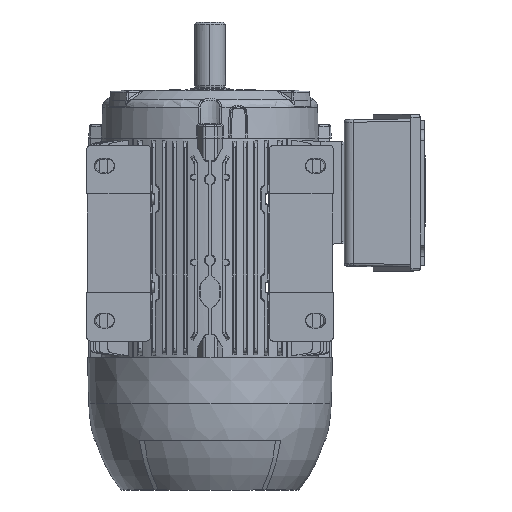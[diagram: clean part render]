
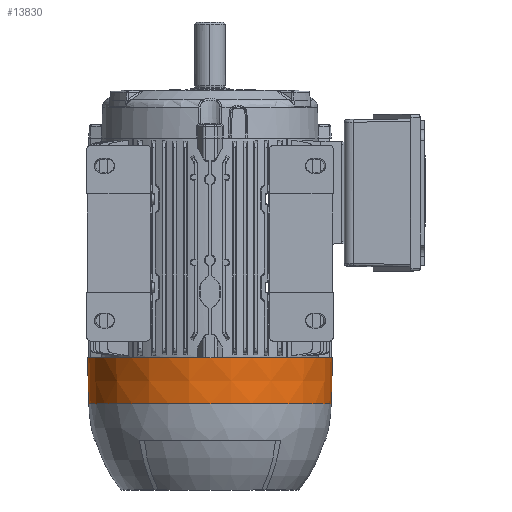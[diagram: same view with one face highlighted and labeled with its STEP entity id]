
A CAD part, front view. The second image highlights one B-rep face of the part: STEP entity #13830.
In plain terms, the highlighted conical face has half-angle 1.5 degrees and reference radius 110.35 mm.
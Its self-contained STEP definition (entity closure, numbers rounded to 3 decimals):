
#3378 = DIRECTION ( 'NONE',  ( -0.026, 0., 1. ) ) ;
#3669 = CIRCLE ( 'NONE', #12146, 109.669 ) ;
#4908 = AXIS2_PLACEMENT_3D ( 'NONE', #40087, #11868, #26413 ) ;
#11868 = DIRECTION ( 'NONE',  ( 0., 0., 1. ) ) ;
#12146 = AXIS2_PLACEMENT_3D ( 'NONE', #36065, #62550, #36933 ) ;
#12390 = CARTESIAN_POINT ( 'NONE',  ( -110.761, 0., -167.5 ) ) ;
#13830 = ADVANCED_FACE ( 'NONE', ( #72310 ), #42929, .T. ) ;
#23078 = AXIS2_PLACEMENT_3D ( 'NONE', #84967, #79233, #65554 ) ;
#26413 = DIRECTION ( 'NONE',  ( 1., 0., 0. ) ) ;
#30283 = LINE ( 'NONE', #84124, #53559 ) ;
#31636 = VERTEX_POINT ( 'NONE', #72582 ) ;
#35310 = ORIENTED_EDGE ( 'NONE', *, *, #71190, .T. ) ;
#35736 = CIRCLE ( 'NONE', #23078, 110.761 ) ;
#36065 = CARTESIAN_POINT ( 'NONE',  ( 0., 0., -209.2 ) ) ;
#36933 = DIRECTION ( 'NONE',  ( 1., 0., 0. ) ) ;
#40087 = CARTESIAN_POINT ( 'NONE',  ( 0., 0., -183.2 ) ) ;
#40497 = LINE ( 'NONE', #41776, #80926 ) ;
#41522 = ORIENTED_EDGE ( 'NONE', *, *, #57483, .T. ) ;
#41776 = CARTESIAN_POINT ( 'NONE',  ( 110.35, 0., -183.2 ) ) ;
#42929 = CONICAL_SURFACE ( 'NONE', #4908, 110.35, 0.026 ) ;
#43293 = VERTEX_POINT ( 'NONE', #56158 ) ;
#47564 = DIRECTION ( 'NONE',  ( 0.026, 0., 1. ) ) ;
#52419 = EDGE_CURVE ( 'NONE', #85063, #31636, #35736, .T. ) ;
#53552 = CARTESIAN_POINT ( 'NONE',  ( -109.669, 0., -209.2 ) ) ;
#53559 = VECTOR ( 'NONE', #3378, 1000. ) ;
#56158 = CARTESIAN_POINT ( 'NONE',  ( 109.669, 0., -209.2 ) ) ;
#56309 = ORIENTED_EDGE ( 'NONE', *, *, #52419, .F. ) ;
#57267 = EDGE_LOOP ( 'NONE', ( #82126, #41522, #35310, #56309 ) ) ;
#57483 = EDGE_CURVE ( 'NONE', #73814, #43293, #3669, .T. ) ;
#62550 = DIRECTION ( 'NONE',  ( 0., 0., 1. ) ) ;
#65554 = DIRECTION ( 'NONE',  ( 1., 0., 0. ) ) ;
#71190 = EDGE_CURVE ( 'NONE', #43293, #31636, #40497, .T. ) ;
#72310 = FACE_OUTER_BOUND ( 'NONE', #57267, .T. ) ;
#72582 = CARTESIAN_POINT ( 'NONE',  ( 110.761, 0., -167.5 ) ) ;
#73814 = VERTEX_POINT ( 'NONE', #53552 ) ;
#79233 = DIRECTION ( 'NONE',  ( 0., 0., 1. ) ) ;
#80926 = VECTOR ( 'NONE', #47564, 1000. ) ;
#82126 = ORIENTED_EDGE ( 'NONE', *, *, #82519, .F. ) ;
#82519 = EDGE_CURVE ( 'NONE', #73814, #85063, #30283, .T. ) ;
#84124 = CARTESIAN_POINT ( 'NONE',  ( -110.35, 0., -183.2 ) ) ;
#84967 = CARTESIAN_POINT ( 'NONE',  ( 0., 0., -167.5 ) ) ;
#85063 = VERTEX_POINT ( 'NONE', #12390 ) ;
